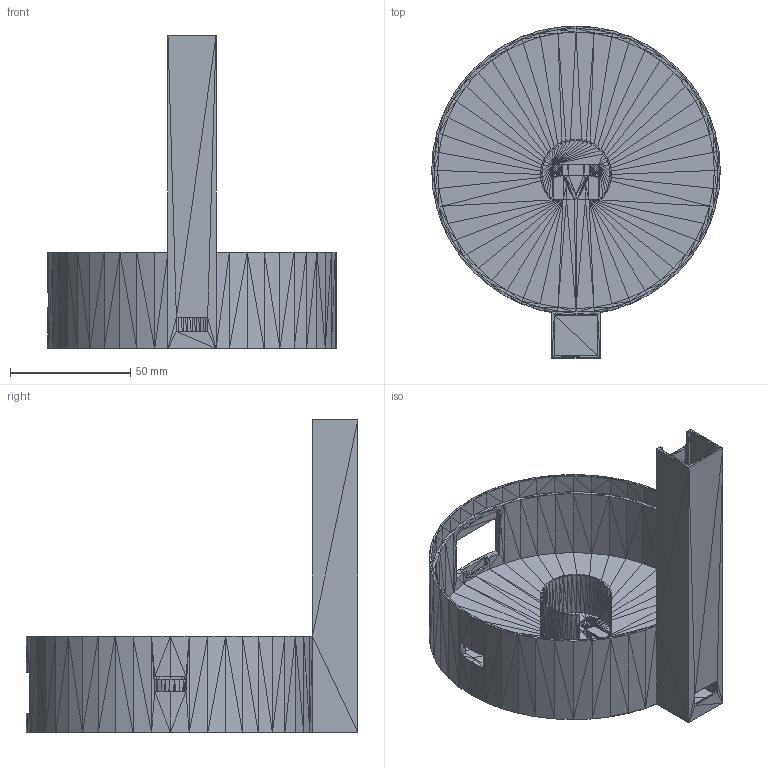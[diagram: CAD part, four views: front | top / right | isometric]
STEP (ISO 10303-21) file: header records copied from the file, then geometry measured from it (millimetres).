
FILE_DESCRIPTION((''),'2;1');
FILE_NAME('CASE', '2026-01-25T10:41:18', (''), (''), 'ImageToStl.com STEP Converter','', '');
FILE_SCHEMA(('AUTOMOTIVE_DESIGN_CC2'));
Length unit declared in the file: metre
Products named in the file (1): product0
Bounding box: 120 x 138 x 130 mm (x, y, z)
Surface area: 72121 mm2 (no closed solid volume)
Topology: 0 solids, 1538 shells, 1538 faces, 4614 edges, 763 vertices
Faces by surface type: plane 1538
Entity records: 35390 total; most frequent: DIRECTION 7692, ORIENTED_EDGE 4614, EDGE_CURVE 4614, LINE 4614, VECTOR 4614, AXIS2_PLACEMENT_3D 1539, FACE_SURFACE 1538, PLANE 1538
